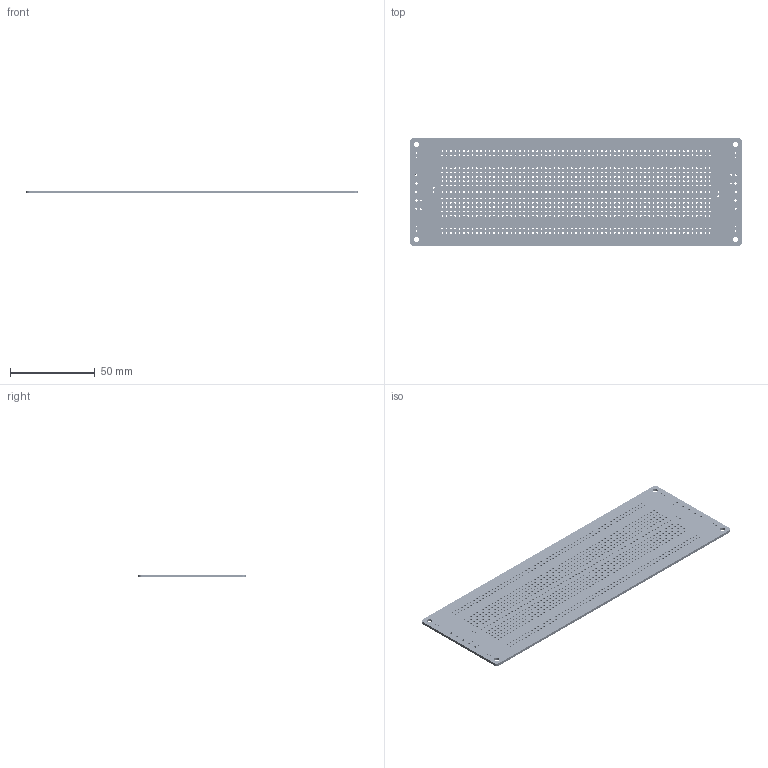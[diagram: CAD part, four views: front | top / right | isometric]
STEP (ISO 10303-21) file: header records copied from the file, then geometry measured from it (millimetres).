
FILE_DESCRIPTION(('KiCad electronic assembly'),'2;1');
FILE_NAME('kicadBoard.step','2022-11-06T09:09:51',('Pcbnew'),('Kicad'), 'Open CASCADE STEP processor 7.6','KiCad to STEP converter','Unknown' );
FILE_SCHEMA(('AUTOMOTIVE_DESIGN { 1 0 10303 214 1 1 1 1 }'));
Length unit declared in the file: millimetre
Products named in the file (2): kicadBoard 1; kicadBoard PCB
Assembly tree (1 placements, depth 2):
  kicadBoard 1
    kicadBoard PCB
Bounding box: 195.58 x 63.5 x 1.6 mm (x, y, z)
Volume: 18544.2 mm3; surface area: 29040.3 mm2
Topology: 1 solids, 1 shells, 985 faces, 2949 edges, 1966 vertices
Faces by surface type: cylinder 979, plane 6
Full cylindrical faces by diameter (mm): 1.016 x961, 1.3 x10, 3.2 x4
Entity records: 76705 total; most frequent: DIRECTION 12779, CARTESIAN_POINT 11800, ORIENTED_EDGE 5898, PCURVE 5898, DEFINITIONAL_REPRESENTATION 5898, LINE 4931, VECTOR 4931, CIRCLE 3916
